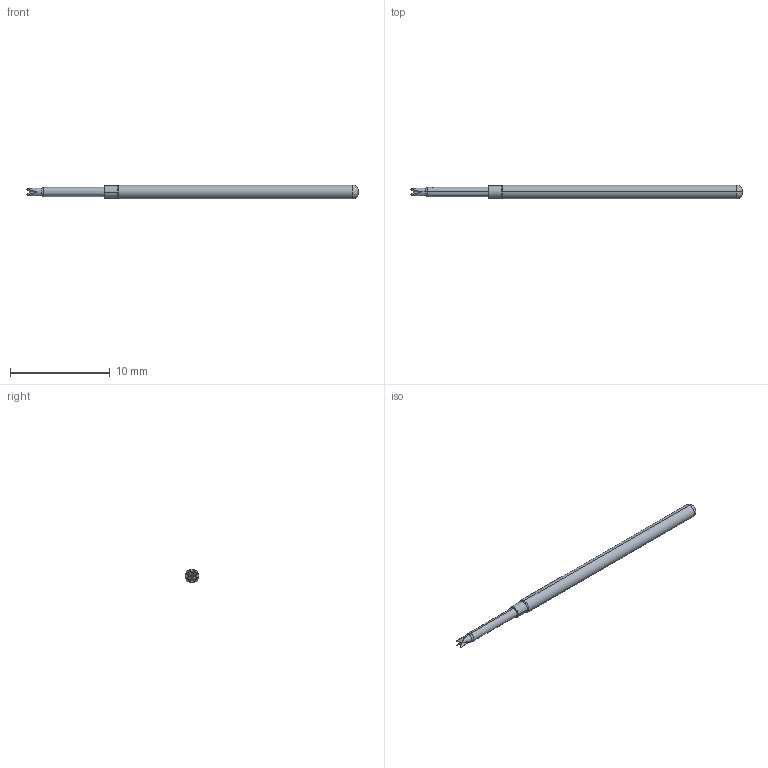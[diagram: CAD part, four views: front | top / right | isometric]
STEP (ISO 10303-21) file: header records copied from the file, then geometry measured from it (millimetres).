
FILE_DESCRIPTION (( 'STEP AP214' ), '1' );
FILE_NAME ('100-PRP25N4_-_.STEP', '2016-05-27T14:07:02', ( 'spare' ), ( '' ), 'SwSTEP 2.0', 'SolidWorks 2016', '' );
FILE_SCHEMA (( 'AUTOMOTIVE_DESIGN' ));
Length unit declared in the file: inch
Products named in the file (1): 100-PRP25N4_-_
Bounding box: 33.28 x 1.37 x 1.37 mm (x, y, z)
Volume: 41.5 mm3; surface area: 132.2 mm2
Topology: 1 solids, 1 shells, 32 faces, 74 edges, 45 vertices
Faces by surface type: cone 14, cylinder 10, plane 6, torus 2
Entity records: 1388 total; most frequent: CARTESIAN_POINT 242, ORIENTED_EDGE 148, DIRECTION 142, EDGE_CURVE 74, AXIS2_PLACEMENT_3D 65, VERTEX_POINT 45, LENGTH_MEASURE_WITH_UNIT 35, UNCERTAINTY_MEASURE_WITH_UNIT 35
